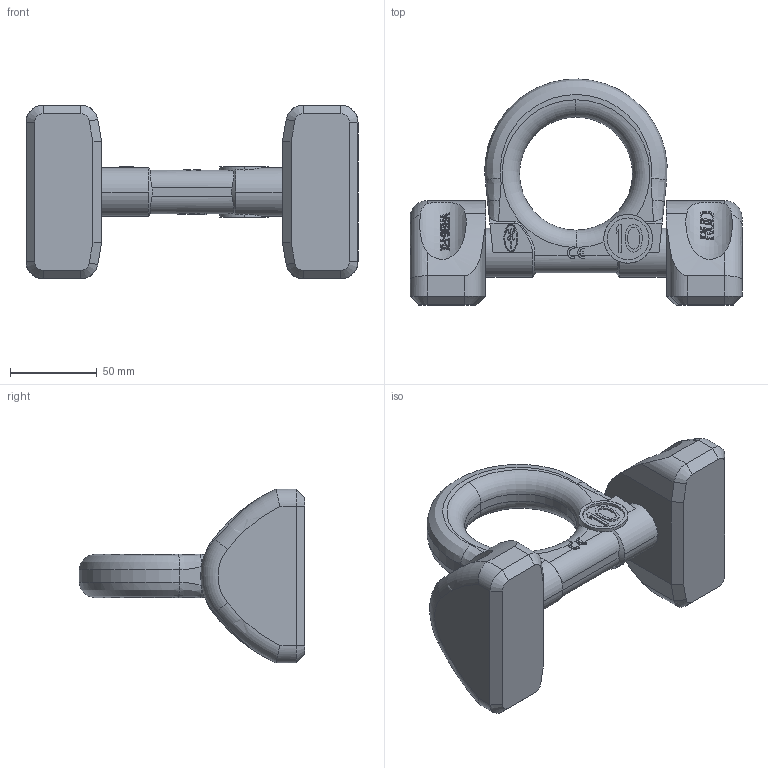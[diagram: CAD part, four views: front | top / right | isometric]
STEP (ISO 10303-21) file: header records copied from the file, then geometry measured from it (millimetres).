
FILE_DESCRIPTION((''),'2;1');
FILE_NAME('001-M33751-P1_ASM','2011-08-25T',('Marcel.Bux'),(''),'PRO/ENGINEER BY PARAMETRIC TECHNOLOGY CORPORATION, 2010140','PRO/ENGINEER BY PARAMETRIC TECHNOLOGY CORPORATION, 2010140','');
FILE_SCHEMA(('CONFIG_CONTROL_DESIGN'));
Length unit declared in the file: millimetre
Products named in the file (3): 001-M31826-P1; 001-M33751-P3; 001-M33751-P1_ASM
Assembly tree (3 placements, depth 2):
  001-M33751-P1_ASM
    001-M31826-P1
    001-M33751-P3  x2
Bounding box: 191 x 129.98 x 100 mm (x, y, z)
Volume: 527558.1 mm3; surface area: 72901 mm2
Topology: 3 solids, 3 shells, 868 faces, 2412 edges, 1596 vertices
Faces by surface type: plane 689, cylinder 55, torus 52, extrusion 52, bspline 10, cone 10
Entity records: 21814 total; most frequent: CARTESIAN_POINT 7613, ORIENTED_EDGE 3266, DIRECTION 2404, EDGE_CURVE 1633, VERTEX_POINT 1080, VECTOR 902, LINE 850, AXIS2_PLACEMENT_3D 751
